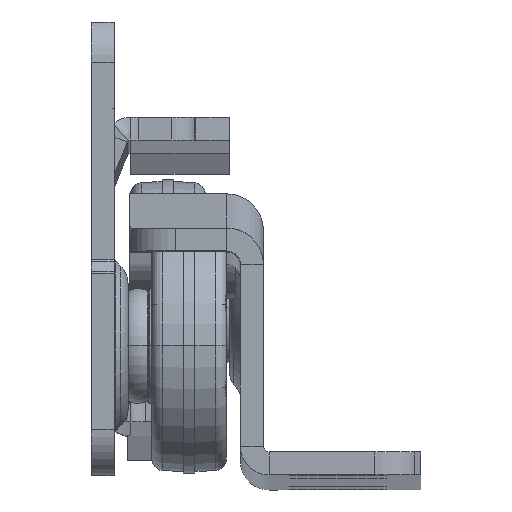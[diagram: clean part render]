
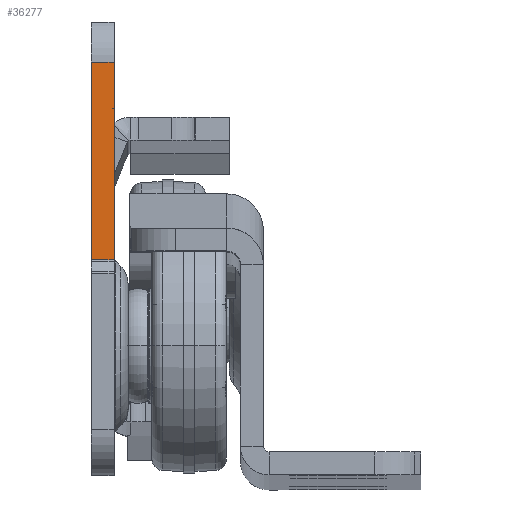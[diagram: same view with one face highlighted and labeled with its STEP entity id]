
A CAD part, top view. The second image highlights one B-rep face of the part: STEP entity #36277.
In plain terms, the highlighted planar face has unit normal (0, 0, 1).
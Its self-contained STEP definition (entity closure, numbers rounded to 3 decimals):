
#3054 = DIRECTION ( 'NONE',  ( 0., 0., 1. ) ) ;
#3862 = CARTESIAN_POINT ( 'NONE',  ( -2., 17.75, -1. ) ) ;
#4086 = LINE ( 'NONE', #44115, #10138 ) ;
#5395 = ORIENTED_EDGE ( 'NONE', *, *, #39133, .T. ) ;
#5650 = CARTESIAN_POINT ( 'NONE',  ( -2., 17.75, -1. ) ) ;
#5963 = FACE_OUTER_BOUND ( 'NONE', #24997, .T. ) ;
#7445 = VERTEX_POINT ( 'NONE', #5650 ) ;
#7794 = DIRECTION ( 'NONE',  ( 0., -1., 0. ) ) ;
#8720 = CARTESIAN_POINT ( 'NONE',  ( -2., 0.554, -1. ) ) ;
#9100 = EDGE_CURVE ( 'NONE', #7445, #49407, #14282, .T. ) ;
#10138 = VECTOR ( 'NONE', #7794, 1000. ) ;
#10691 = VECTOR ( 'NONE', #20066, 1000. ) ;
#12054 = CARTESIAN_POINT ( 'NONE',  ( 0., 0.554, -1. ) ) ;
#14282 = LINE ( 'NONE', #30441, #20655 ) ;
#17174 = ORIENTED_EDGE ( 'NONE', *, *, #26376, .F. ) ;
#18477 = ORIENTED_EDGE ( 'NONE', *, *, #9100, .F. ) ;
#19783 = AXIS2_PLACEMENT_3D ( 'NONE', #50808, #3054, #30647 ) ;
#20066 = DIRECTION ( 'NONE',  ( 0., 1., 0. ) ) ;
#20655 = VECTOR ( 'NONE', #50862, 1000. ) ;
#23234 = CARTESIAN_POINT ( 'NONE',  ( -111.859, 0.554, -1. ) ) ;
#24862 = VERTEX_POINT ( 'NONE', #8720 ) ;
#24997 = EDGE_LOOP ( 'NONE', ( #5395, #17174, #18477, #30816 ) ) ;
#26376 = EDGE_CURVE ( 'NONE', #49407, #28975, #4086, .T. ) ;
#27194 = DIRECTION ( 'NONE',  ( 1., 0., 0. ) ) ;
#28975 = VERTEX_POINT ( 'NONE', #12054 ) ;
#30126 = PLANE ( 'NONE',  #19783 ) ;
#30223 = VECTOR ( 'NONE', #27194, 1000. ) ;
#30441 = CARTESIAN_POINT ( 'NONE',  ( -111.859, 17.75, -1. ) ) ;
#30647 = DIRECTION ( 'NONE',  ( 0., -1., 0. ) ) ;
#30816 = ORIENTED_EDGE ( 'NONE', *, *, #40032, .F. ) ;
#32017 = CARTESIAN_POINT ( 'NONE',  ( 0., 17.75, -1. ) ) ;
#36277 = ADVANCED_FACE ( 'NONE', ( #5963 ), #30126, .T. ) ;
#36446 = LINE ( 'NONE', #23234, #30223 ) ;
#36455 = LINE ( 'NONE', #3862, #10691 ) ;
#39133 = EDGE_CURVE ( 'NONE', #24862, #28975, #36446, .T. ) ;
#40032 = EDGE_CURVE ( 'NONE', #24862, #7445, #36455, .T. ) ;
#44115 = CARTESIAN_POINT ( 'NONE',  ( 0., 17.75, -1. ) ) ;
#49407 = VERTEX_POINT ( 'NONE', #32017 ) ;
#50808 = CARTESIAN_POINT ( 'NONE',  ( -111.859, 17.75, -1. ) ) ;
#50862 = DIRECTION ( 'NONE',  ( 1., 0., 0. ) ) ;
